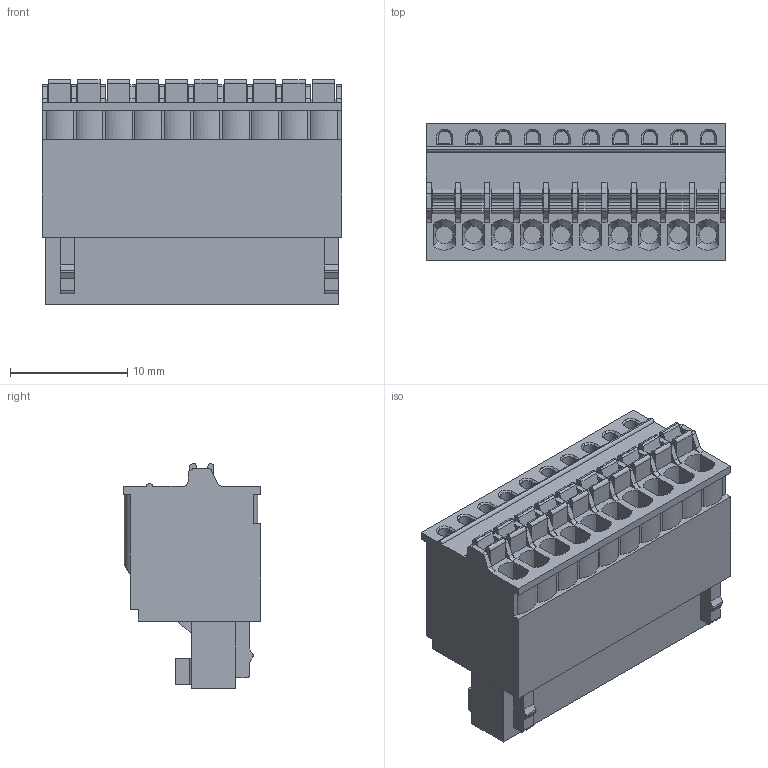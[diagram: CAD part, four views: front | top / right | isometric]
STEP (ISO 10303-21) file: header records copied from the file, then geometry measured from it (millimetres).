
FILE_DESCRIPTION(('CATIA V5R24 STEP','CAx-IF Rec.Pracs.--- Model Styling and Organization---1.2---2011-12-15'),'2;1');
FILE_NAME ('D1462124_0_2439730000_2439730000.stp','2016-04-19T12:51:37+00:00',('none'),('Weidmueller'),'CATIA Version 5-6 Release 2014 SP4','CATIA V5 STEP AP214','none');
FILE_SCHEMA(('AUTOMOTIVE_DESIGN { 1 0 10303 214 1 1 1 1 }'));
Length unit declared in the file: millimetre
Products named in the file (1): 2439730000_BLF 2.50/10/180 SN BK BX
Bounding box: 25.6 x 11.75 x 19.2 mm (x, y, z)
Volume: 3628.7 mm3; surface area: 2828.6 mm2
Topology: 1 solids, 1 shells, 676 faces, 1743 edges, 1128 vertices
Faces by surface type: plane 375, cylinder 221, cone 60, bspline 20
Entity records: 22685 total; most frequent: CARTESIAN_POINT 6741, ORIENTED_EDGE 3486, DIRECTION 2825, EDGE_CURVE 1743, VECTOR 1197, LINE 1197, VERTEX_POINT 1128, AXIS2_PLACEMENT_3D 973
